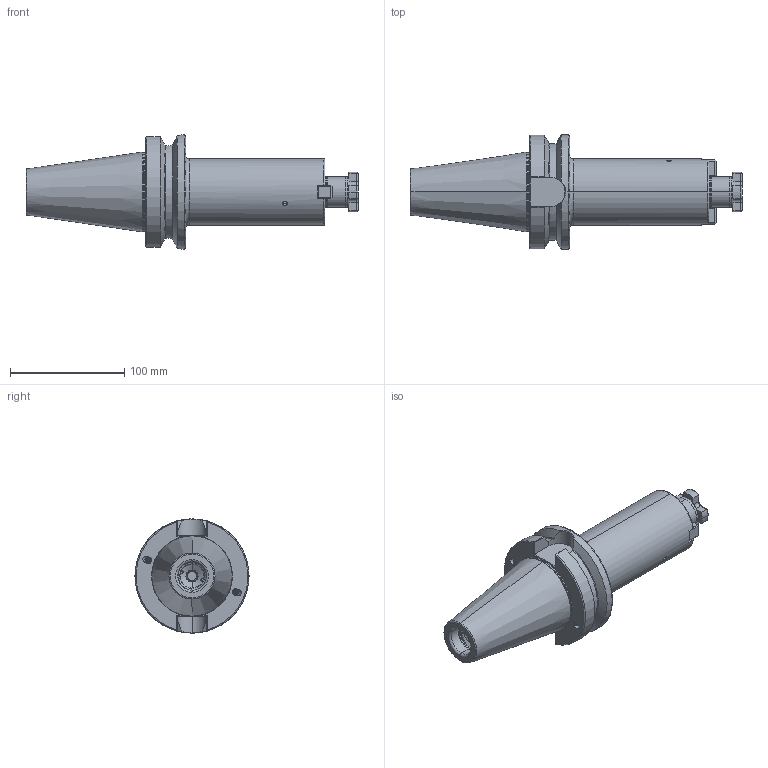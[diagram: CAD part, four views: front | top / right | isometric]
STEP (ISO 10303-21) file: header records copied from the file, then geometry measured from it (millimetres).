
FILE_DESCRIPTION (( 'STEP AP203' ), '1' );
FILE_NAME ('506.11.27.2.STEP', '2016-11-26T02:39:32', ( '' ), ( '' ), 'SwSTEP 2.0', 'SolidWorks 2012', '' );
FILE_SCHEMA (( 'CONFIG_CONTROL_DESIGN' ));
Length unit declared in the file: millimetre
Products named in the file (5): 102.11.27_M4xP0.7-16L; 506.11.27.2; 面銑刀墊塊27; 十字螺絲FMB27
Assembly tree (6 placements, depth 2):
  506.11.27.2
    506.11.27.2
    十字螺絲FMB27
    面銑刀墊塊27  x2
    102.11.27_M4xP0.7-16L  x2
Bounding box: 290.8 x 100 x 100 mm (x, y, z)
Volume: 744389.7 mm3; surface area: 98270.9 mm2
Topology: 6 solids, 6 shells, 601 faces, 1571 edges, 986 vertices
Faces by surface type: cylinder 308, plane 150, torus 56, cone 52, bspline 35
Entity records: 33066 total; most frequent: CARTESIAN_POINT 21733, ORIENTED_EDGE 2588, DIRECTION 1960, EDGE_CURVE 1294, VERTEX_POINT 818, AXIS2_PLACEMENT_3D 742, EDGE_LOOP 510, ADVANCED_FACE 489
